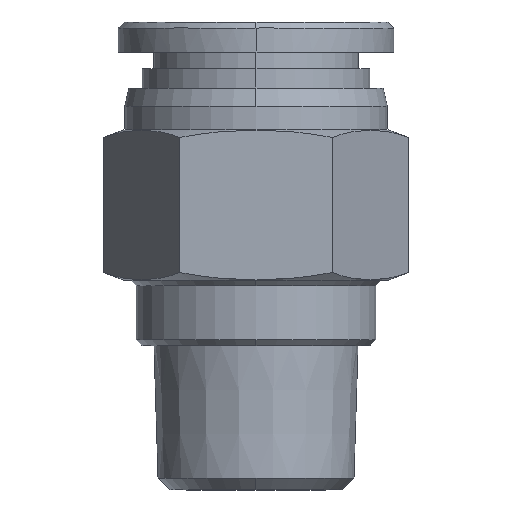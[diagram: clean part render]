
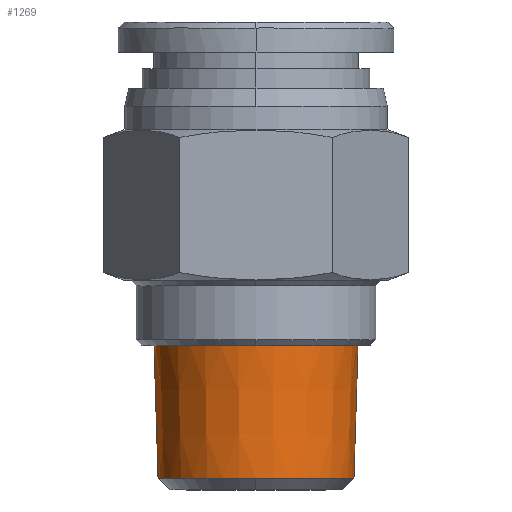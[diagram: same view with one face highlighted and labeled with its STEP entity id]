
A CAD part, left-side view. The second image highlights one B-rep face of the part: STEP entity #1269.
In plain terms, the highlighted conical face has half-angle 1.754 degrees and reference radius 8.5 mm.
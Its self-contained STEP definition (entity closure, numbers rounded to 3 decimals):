
#381 = AXIS2_PLACEMENT_3D ( 'NONE', #6075, #8299, #846 ) ;
#490 = AXIS2_PLACEMENT_3D ( 'NONE', #1716, #891, #8220 ) ;
#846 = DIRECTION ( 'NONE',  ( 0., -1., 0. ) ) ;
#848 = ORIENTED_EDGE ( 'NONE', *, *, #5384, .F. ) ;
#891 = DIRECTION ( 'NONE',  ( 0., 0., -1. ) ) ;
#1269 = ADVANCED_FACE ( 'NONE', ( #3755 ), #5436, .T. ) ;
#1513 = DIRECTION ( 'NONE',  ( 0., 0., -1. ) ) ;
#1586 = DIRECTION ( 'NONE',  ( 0., 0.031, 1. ) ) ;
#1689 = VECTOR ( 'NONE', #2551, 1000. ) ;
#1716 = CARTESIAN_POINT ( 'NONE',  ( 20.216, -6.121, -23.048 ) ) ;
#1807 = CARTESIAN_POINT ( 'NONE',  ( 20.216, -14.621, -12.047 ) ) ;
#1811 = AXIS2_PLACEMENT_3D ( 'NONE', #9176, #8446, #6223 ) ;
#2526 = CARTESIAN_POINT ( 'NONE',  ( 20.216, -14.284, -23.048 ) ) ;
#2551 = DIRECTION ( 'NONE',  ( 0., -0.031, 1. ) ) ;
#3061 = CARTESIAN_POINT ( 'NONE',  ( 20.216, 2.379, -12.047 ) ) ;
#3067 = EDGE_LOOP ( 'NONE', ( #5588, #4108, #848, #7010, #7091 ) ) ;
#3755 = FACE_OUTER_BOUND ( 'NONE', #3067, .T. ) ;
#3870 = CIRCLE ( 'NONE', #1811, 8.163 ) ;
#4102 = CIRCLE ( 'NONE', #490, 8.163 ) ;
#4108 = ORIENTED_EDGE ( 'NONE', *, *, #8433, .F. ) ;
#4257 = DIRECTION ( 'NONE',  ( 0., -1., 0. ) ) ;
#4492 = CARTESIAN_POINT ( 'NONE',  ( 20.216, 2.042, -23.048 ) ) ;
#5384 = EDGE_CURVE ( 'NONE', #5483, #7690, #3870, .T. ) ;
#5436 = CONICAL_SURFACE ( 'NONE', #381, 8.5, 0.031 ) ;
#5483 = VERTEX_POINT ( 'NONE', #2526 ) ;
#5588 = ORIENTED_EDGE ( 'NONE', *, *, #7986, .F. ) ;
#6075 = CARTESIAN_POINT ( 'NONE',  ( 20.216, -6.121, -12.047 ) ) ;
#6191 = VECTOR ( 'NONE', #1586, 1000. ) ;
#6223 = DIRECTION ( 'NONE',  ( 0., -1., 0. ) ) ;
#6487 = AXIS2_PLACEMENT_3D ( 'NONE', #8689, #1513, #4257 ) ;
#6863 = VERTEX_POINT ( 'NONE', #4492 ) ;
#6873 = CIRCLE ( 'NONE', #6487, 8.5 ) ;
#7010 = ORIENTED_EDGE ( 'NONE', *, *, #8959, .T. ) ;
#7091 = ORIENTED_EDGE ( 'NONE', *, *, #8216, .T. ) ;
#7159 = CARTESIAN_POINT ( 'NONE',  ( 12.053, -6.121, -23.048 ) ) ;
#7351 = LINE ( 'NONE', #1807, #1689 ) ;
#7357 = CARTESIAN_POINT ( 'NONE',  ( 20.216, 2.379, -12.047 ) ) ;
#7682 = LINE ( 'NONE', #3061, #6191 ) ;
#7690 = VERTEX_POINT ( 'NONE', #7159 ) ;
#7986 = EDGE_CURVE ( 'NONE', #6863, #8569, #7682, .T. ) ;
#8216 = EDGE_CURVE ( 'NONE', #9389, #8569, #6873, .T. ) ;
#8220 = DIRECTION ( 'NONE',  ( 0., -1., 0. ) ) ;
#8299 = DIRECTION ( 'NONE',  ( 0., 0., 1. ) ) ;
#8433 = EDGE_CURVE ( 'NONE', #7690, #6863, #4102, .T. ) ;
#8446 = DIRECTION ( 'NONE',  ( 0., 0., -1. ) ) ;
#8569 = VERTEX_POINT ( 'NONE', #7357 ) ;
#8689 = CARTESIAN_POINT ( 'NONE',  ( 20.216, -6.121, -12.047 ) ) ;
#8959 = EDGE_CURVE ( 'NONE', #5483, #9389, #7351, .T. ) ;
#9124 = CARTESIAN_POINT ( 'NONE',  ( 20.216, -14.621, -12.047 ) ) ;
#9176 = CARTESIAN_POINT ( 'NONE',  ( 20.216, -6.121, -23.048 ) ) ;
#9389 = VERTEX_POINT ( 'NONE', #9124 ) ;
